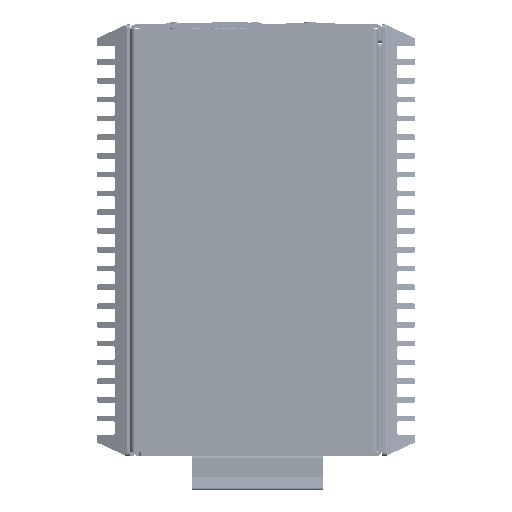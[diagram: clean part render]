
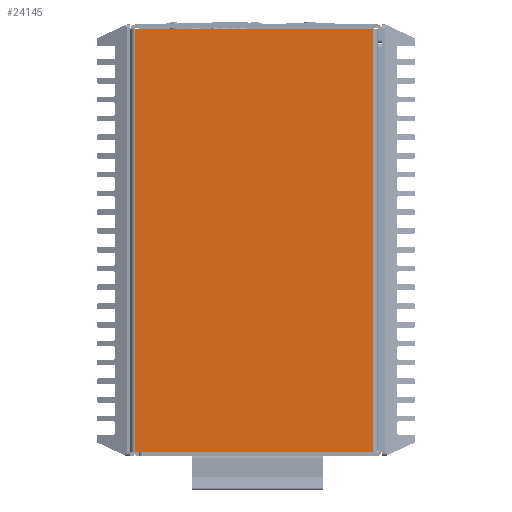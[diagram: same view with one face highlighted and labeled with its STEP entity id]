
A CAD part, front view. The second image highlights one B-rep face of the part: STEP entity #24145.
In plain terms, the highlighted planar face has unit normal (0, -1, 0).
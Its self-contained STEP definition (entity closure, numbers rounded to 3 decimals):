
#2642 = LINE ( 'NONE', #78300, #25330 ) ;
#2690 = EDGE_CURVE ( 'NONE', #78572, #76291, #30419, .T. ) ;
#3752 = DIRECTION ( 'NONE',  ( 0., 1., 0. ) ) ;
#3760 = VECTOR ( 'NONE', #95051, 1000. ) ;
#7870 = CARTESIAN_POINT ( 'NONE',  ( 64.6, 0., -1.3 ) ) ;
#7973 = ORIENTED_EDGE ( 'NONE', *, *, #2690, .F. ) ;
#8333 = DIRECTION ( 'NONE',  ( 0., 0., 1. ) ) ;
#9185 = EDGE_CURVE ( 'NONE', #46309, #117467, #2642, .T. ) ;
#10156 = LINE ( 'NONE', #66575, #30021 ) ;
#14850 = VERTEX_POINT ( 'NONE', #7870 ) ;
#18915 = CARTESIAN_POINT ( 'NONE',  ( 0., 0., -114. ) ) ;
#20640 = CARTESIAN_POINT ( 'NONE',  ( 64.6, 0., -113.5 ) ) ;
#21813 = ORIENTED_EDGE ( 'NONE', *, *, #9185, .T. ) ;
#22775 = EDGE_CURVE ( 'NONE', #78572, #46309, #103770, .T. ) ;
#23056 = VECTOR ( 'NONE', #60731, 1000. ) ;
#24145 = ADVANCED_FACE ( 'NONE', ( #108490 ), #31714, .F. ) ;
#25330 = VECTOR ( 'NONE', #116086, 1000. ) ;
#30006 = CARTESIAN_POINT ( 'NONE',  ( 0., 0., -1.3 ) ) ;
#30021 = VECTOR ( 'NONE', #8333, 1000. ) ;
#30419 = LINE ( 'NONE', #41549, #23056 ) ;
#31281 = CARTESIAN_POINT ( 'NONE',  ( 1.3, 0., -1.3 ) ) ;
#31714 = PLANE ( 'NONE',  #93514 ) ;
#38109 = DIRECTION ( 'NONE',  ( -1., 0., 0. ) ) ;
#38773 = DIRECTION ( 'NONE',  ( 1., 0., 0. ) ) ;
#41549 = CARTESIAN_POINT ( 'NONE',  ( 1.3, 0., -1.3 ) ) ;
#46309 = VERTEX_POINT ( 'NONE', #62264 ) ;
#57267 = LINE ( 'NONE', #30006, #3760 ) ;
#60731 = DIRECTION ( 'NONE',  ( 0., 0., 1. ) ) ;
#62264 = CARTESIAN_POINT ( 'NONE',  ( 64.6, 0., -114. ) ) ;
#62783 = CARTESIAN_POINT ( 'NONE',  ( 1.3, 0., -114. ) ) ;
#62790 = EDGE_CURVE ( 'NONE', #117467, #14850, #10156, .T. ) ;
#66122 = EDGE_LOOP ( 'NONE', ( #21813, #106526, #104695, #7973, #115296 ) ) ;
#66575 = CARTESIAN_POINT ( 'NONE',  ( 64.6, 0., -114. ) ) ;
#73425 = EDGE_CURVE ( 'NONE', #14850, #76291, #57267, .T. ) ;
#76291 = VERTEX_POINT ( 'NONE', #31281 ) ;
#78300 = CARTESIAN_POINT ( 'NONE',  ( 64.6, 0., -114. ) ) ;
#78572 = VERTEX_POINT ( 'NONE', #62783 ) ;
#89906 = CARTESIAN_POINT ( 'NONE',  ( 0., 0., 0. ) ) ;
#90639 = VECTOR ( 'NONE', #38773, 1000. ) ;
#93514 = AXIS2_PLACEMENT_3D ( 'NONE', #89906, #3752, #38109 ) ;
#95051 = DIRECTION ( 'NONE',  ( -1., 0., 0. ) ) ;
#103770 = LINE ( 'NONE', #18915, #90639 ) ;
#104695 = ORIENTED_EDGE ( 'NONE', *, *, #73425, .T. ) ;
#106526 = ORIENTED_EDGE ( 'NONE', *, *, #62790, .T. ) ;
#108490 = FACE_OUTER_BOUND ( 'NONE', #66122, .T. ) ;
#115296 = ORIENTED_EDGE ( 'NONE', *, *, #22775, .T. ) ;
#116086 = DIRECTION ( 'NONE',  ( 0., 0., 1. ) ) ;
#117467 = VERTEX_POINT ( 'NONE', #20640 ) ;
